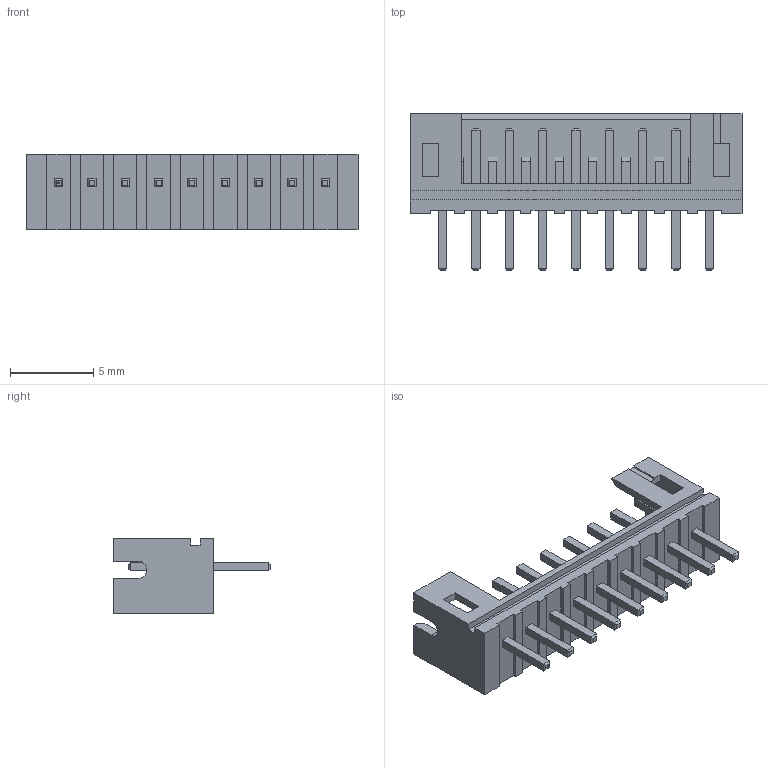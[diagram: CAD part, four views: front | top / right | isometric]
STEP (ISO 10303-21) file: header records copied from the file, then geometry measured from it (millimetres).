
FILE_DESCRIPTION (( 'STEP AP214' ), '1' );
FILE_NAME ('JST-B9B-PH-K-S.STEP', '2020-12-29T22:29:06', ( '' ), ( '' ), 'SwSTEP 2.0', 'SolidWorks 2020', '' );
FILE_SCHEMA (( 'AUTOMOTIVE_DESIGN' ));
Length unit declared in the file: millimetre
Products named in the file (1): JST-B9B-PH-K-S
Bounding box: 19.9 x 9.4 x 4.5 mm (x, y, z)
Volume: 205.1 mm3; surface area: 715 mm2
Topology: 1 solids, 1 shells, 287 faces, 723 edges, 456 vertices
Faces by surface type: plane 283, cylinder 4
Entity records: 11487 total; most frequent: CARTESIAN_POINT 1467, ORIENTED_EDGE 1446, DIRECTION 1307, EDGE_CURVE 723, VECTOR 715, LINE 715, VERTEX_POINT 456, EDGE_LOOP 309
